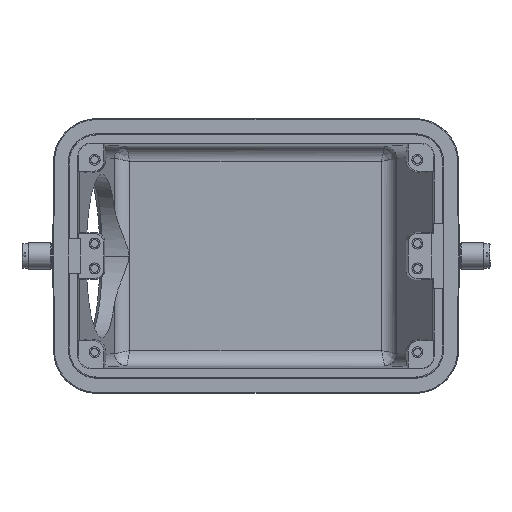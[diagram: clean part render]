
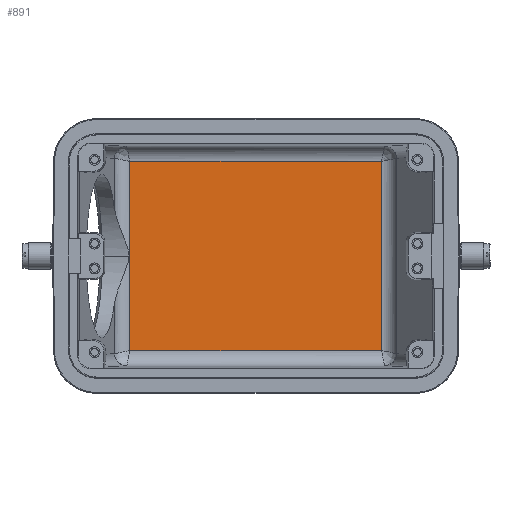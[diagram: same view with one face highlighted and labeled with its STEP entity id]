
A CAD part, front view. The second image highlights one B-rep face of the part: STEP entity #891.
In plain terms, the highlighted planar face has unit normal (0, -1, 0).
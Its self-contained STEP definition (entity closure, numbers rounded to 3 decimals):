
#438=FACE_OUTER_BOUND('',#2027,.T.);
#891=ADVANCED_FACE('NONE',(#438),#1362,.F.);
#1362=PLANE('',#8625);
#2027=EDGE_LOOP('',(#2733,#2734,#2735,#2736));
#2733=ORIENTED_EDGE('',*,*,#5923,.F.);
#2734=ORIENTED_EDGE('',*,*,#5924,.F.);
#2735=ORIENTED_EDGE('',*,*,#5925,.F.);
#2736=ORIENTED_EDGE('',*,*,#5879,.T.);
#5083=VERTEX_POINT('',#11755);
#5085=VERTEX_POINT('',#11758);
#5116=VERTEX_POINT('',#11966);
#5117=VERTEX_POINT('',#11968);
#5879=EDGE_CURVE('NONE',#5085,#5083,#7054,.T.);
#5923=EDGE_CURVE('NONE',#5116,#5083,#7079,.T.);
#5924=EDGE_CURVE('NONE',#5117,#5116,#7080,.T.);
#5925=EDGE_CURVE('NONE',#5085,#5117,#7081,.T.);
#7054=LINE('',#11757,#7850);
#7079=LINE('',#11965,#7875);
#7080=LINE('',#11967,#7876);
#7081=LINE('',#11969,#7877);
#7850=VECTOR('',#9301,1.);
#7875=VECTOR('',#9358,1.);
#7876=VECTOR('',#9359,1.);
#7877=VECTOR('',#9360,1.);
#8625=AXIS2_PLACEMENT_3D('',#11970,#9361,#9362);
#9301=DIRECTION('',(1.,0.,0.));
#9358=DIRECTION('',(0.,0.,-1.));
#9359=DIRECTION('',(1.,0.,0.));
#9360=DIRECTION('',(0.,0.,1.));
#9361=DIRECTION('',(0.,1.,0.));
#9362=DIRECTION('',(0.,0.,1.));
#11755=CARTESIAN_POINT('',(40.433,90.,-30.488));
#11757=CARTESIAN_POINT('',(57.796,90.,-30.488));
#11758=CARTESIAN_POINT('',(-40.687,90.,-30.488));
#11965=CARTESIAN_POINT('',(40.433,90.,-36.3));
#11966=CARTESIAN_POINT('',(40.433,90.,30.488));
#11967=CARTESIAN_POINT('',(44.554,90.,30.488));
#11968=CARTESIAN_POINT('',(-40.687,90.,30.488));
#11969=CARTESIAN_POINT('',(-40.687,90.,-36.3));
#11970=CARTESIAN_POINT('',(44.554,90.,-36.3));
